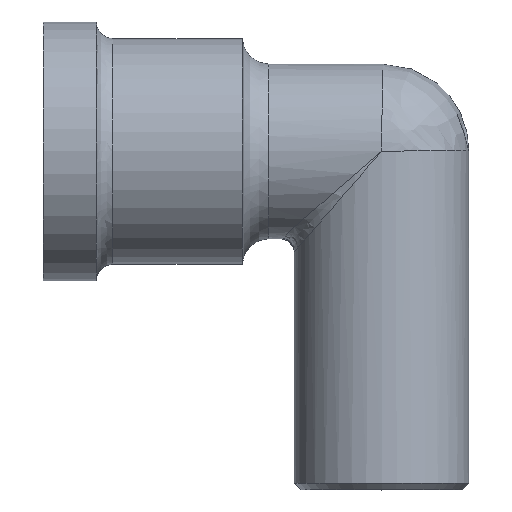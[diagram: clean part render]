
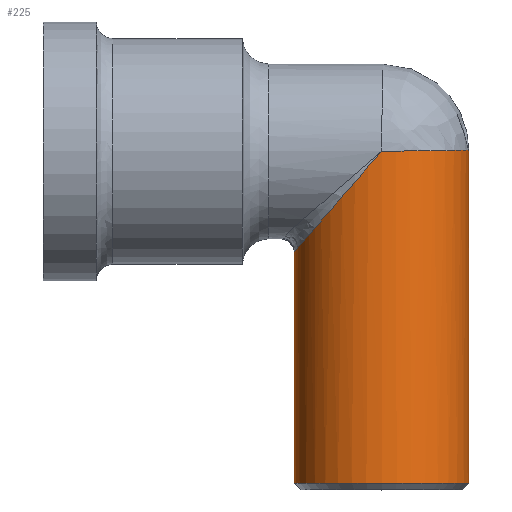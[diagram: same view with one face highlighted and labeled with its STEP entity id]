
A CAD part, top view. The second image highlights one B-rep face of the part: STEP entity #225.
In plain terms, the highlighted cylindrical face has radius 6.579 mm (diameter 13.157 mm), a full revolution.
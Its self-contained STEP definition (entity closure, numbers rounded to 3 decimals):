
#174=CARTESIAN_POINT('',(-6.579,0.5,0.));
#175=VERTEX_POINT('',#174);
#176=CARTESIAN_POINT('',(0.0,0.5,0.0));
#177=DIRECTION('',(0.0,-1.0,0.0));
#178=DIRECTION('',(1.0,0.0,0.0));
#179=AXIS2_PLACEMENT_3D('',#176,#177,#178);
#180=CIRCLE('',#179,6.579);
#181=EDGE_CURVE('',#175,#175,#180,.T.);
#197=CARTESIAN_POINT('',(0.0,0.0,0.0));
#198=DIRECTION('',(0.0,1.0,0.0));
#199=DIRECTION('',(1.0,0.0,0.0));
#200=AXIS2_PLACEMENT_3D('',#197,#198,#199);
#201=CYLINDRICAL_SURFACE('',#200,6.579);
#202=CARTESIAN_POINT('',(0.0,25.5,-6.579));
#203=VERTEX_POINT('',#202);
#204=CARTESIAN_POINT('',(0.0,25.5,6.579));
#205=VERTEX_POINT('',#204);
#206=CARTESIAN_POINT('',(0.0,25.5,0.0));
#207=DIRECTION('',(-0.755,0.656,0.0));
#208=DIRECTION('',(-0.656,-0.755,0.0));
#209=AXIS2_PLACEMENT_3D('',#206,#207,#208);
#210=ELLIPSE('',#209,10.035,6.579);
#211=EDGE_CURVE('',#203,#205,#210,.T.);
#212=ORIENTED_EDGE('',*,*,#211,.F.);
#213=CARTESIAN_POINT('',(0.0,25.5,0.0));
#214=DIRECTION('',(-0.012,1.,0.0));
#215=DIRECTION('',(1.,0.012,0.0));
#216=AXIS2_PLACEMENT_3D('',#213,#214,#215);
#217=ELLIPSE('',#216,6.579,6.579);
#218=EDGE_CURVE('',#205,#203,#217,.T.);
#219=ORIENTED_EDGE('',*,*,#218,.F.);
#220=EDGE_LOOP('',(#212,#219));
#221=FACE_OUTER_BOUND('',#220,.T.);
#222=ORIENTED_EDGE('',*,*,#181,.F.);
#223=EDGE_LOOP('',(#222));
#224=FACE_BOUND('',#223,.T.);
#225=ADVANCED_FACE('',(#221,#224),#201,.T.);
